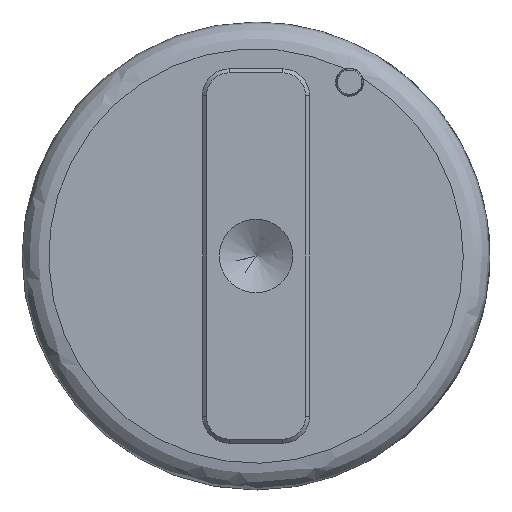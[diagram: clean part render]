
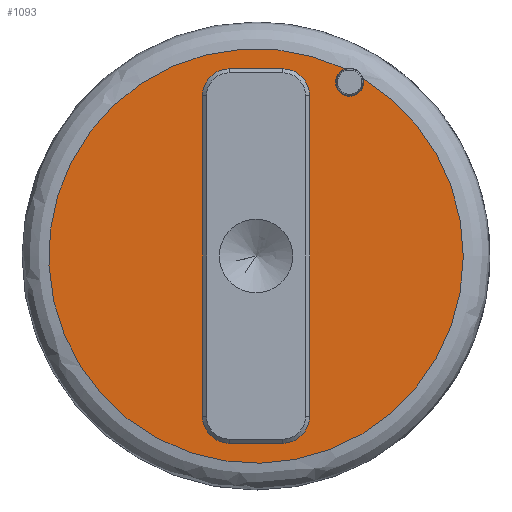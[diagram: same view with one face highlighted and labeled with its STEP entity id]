
A CAD part, left-side view. The second image highlights one B-rep face of the part: STEP entity #1093.
In plain terms, the highlighted free-form (B-spline) face has degree [1, 1] with [2, 2] control points.
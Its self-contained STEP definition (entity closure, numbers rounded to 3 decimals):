
#474=CARTESIAN_POINT('',(-12.,4.,3.0));
#475=VERTEX_POINT('',#474);
#482=CARTESIAN_POINT('',(-14.,2.,3.0));
#483=VERTEX_POINT('',#482);
#484=CARTESIAN_POINT('',(-12.,2.,3.0));
#485=DIRECTION('',(0.0,0.0,1.0));
#486=DIRECTION('',(-0.707,0.707,0.0));
#487=AXIS2_PLACEMENT_3D('',#484,#485,#486);
#488=CIRCLE('',#487,2.0);
#489=EDGE_CURVE('',#483,#475,#488,.F.);
#507=CARTESIAN_POINT('',(-14.,-2.,3.0));
#508=VERTEX_POINT('',#507);
#509=CARTESIAN_POINT('',(-14.,2.,3.0));
#510=DIRECTION('',(0.0,-1.0,0.0));
#511=VECTOR('',#510,4.);
#512=LINE('',#509,#511);
#513=EDGE_CURVE('',#483,#508,#512,.T.);
#552=CARTESIAN_POINT('',(-12.,-4.,3.0));
#553=VERTEX_POINT('',#552);
#554=CARTESIAN_POINT('',(-12.,-2.,3.0));
#555=DIRECTION('',(0.0,0.0,1.));
#556=DIRECTION('',(-0.707,-0.707,0.0));
#557=AXIS2_PLACEMENT_3D('',#554,#555,#556);
#558=CIRCLE('',#557,2.0);
#559=EDGE_CURVE('',#553,#508,#558,.F.);
#577=CARTESIAN_POINT('',(12.,-4.0,3.0));
#578=VERTEX_POINT('',#577);
#579=CARTESIAN_POINT('',(-12.,-4.,3.0));
#580=DIRECTION('',(1.0,0.0,0.0));
#581=VECTOR('',#580,24.);
#582=LINE('',#579,#581);
#583=EDGE_CURVE('',#553,#578,#582,.T.);
#649=CARTESIAN_POINT('',(14.,-2.0,3.0));
#650=VERTEX_POINT('',#649);
#651=CARTESIAN_POINT('',(12.,-2.0,3.0));
#652=DIRECTION('',(0.0,0.0,1.0));
#653=DIRECTION('',(0.707,-0.707,0.0));
#654=AXIS2_PLACEMENT_3D('',#651,#652,#653);
#655=CIRCLE('',#654,2.0);
#656=EDGE_CURVE('',#650,#578,#655,.F.);
#674=CARTESIAN_POINT('',(14.,2.0,3.0));
#675=VERTEX_POINT('',#674);
#676=CARTESIAN_POINT('',(14.,-2.0,3.0));
#677=DIRECTION('',(0.0,1.0,0.0));
#678=VECTOR('',#677,4.0);
#679=LINE('',#676,#678);
#680=EDGE_CURVE('',#650,#675,#679,.T.);
#719=CARTESIAN_POINT('',(12.,4.0,3.0));
#720=VERTEX_POINT('',#719);
#721=CARTESIAN_POINT('',(12.,2.,3.0));
#722=DIRECTION('',(0.0,0.0,1.));
#723=DIRECTION('',(0.707,0.707,0.0));
#724=AXIS2_PLACEMENT_3D('',#721,#722,#723);
#725=CIRCLE('',#724,2.0);
#726=EDGE_CURVE('',#720,#675,#725,.F.);
#744=CARTESIAN_POINT('',(12.,4.,3.0));
#745=DIRECTION('',(-1.0,0.0,0.0));
#746=VECTOR('',#745,24.);
#747=LINE('',#744,#746);
#748=EDGE_CURVE('',#720,#475,#747,.T.);
#856=CARTESIAN_POINT('',(13.266,-8.016,3.0));
#857=VERTEX_POINT('',#856);
#858=CARTESIAN_POINT('',(13.995,-6.663,3.0));
#859=VERTEX_POINT('',#858);
#877=CARTESIAN_POINT('',(0.0,0.0,3.0));
#878=DIRECTION('',(0.0,0.0,1.0));
#879=DIRECTION('',(-1.0,0.0,0.0));
#880=AXIS2_PLACEMENT_3D('',#877,#878,#879);
#881=CIRCLE('',#880,15.5);
#882=EDGE_CURVE('',#859,#857,#881,.T.);
#915=CARTESIAN_POINT('',(13.0,-7.,3.0));
#916=DIRECTION('',(0.0,0.0,-1.0));
#917=DIRECTION('',(1.0,0.0,0.0));
#918=AXIS2_PLACEMENT_3D('',#915,#916,#917);
#919=CIRCLE('',#918,1.05);
#920=EDGE_CURVE('',#857,#859,#919,.T.);
#1074=CARTESIAN_POINT('',(-15.5,15.5,3.0));
#1075=CARTESIAN_POINT('',(15.5,15.5,3.0));
#1076=CARTESIAN_POINT('',(-15.5,-15.5,3.0));
#1077=CARTESIAN_POINT('',(15.5,-15.5,3.0));
#1078=B_SPLINE_SURFACE_WITH_KNOTS('',1,1,((#1074,#1076),(#1075,#1077)),.UNSPECIFIED.,.F.,.F.,.U.,(2,2),(2,2),(0.0,31.0),(0.0,31.0),.UNSPECIFIED.);
#1079=ORIENTED_EDGE('',*,*,#882,.T.);
#1080=ORIENTED_EDGE('',*,*,#920,.T.);
#1081=EDGE_LOOP('',(#1079,#1080));
#1082=FACE_OUTER_BOUND('',#1081,.T.);
#1083=ORIENTED_EDGE('',*,*,#680,.F.);
#1084=ORIENTED_EDGE('',*,*,#656,.T.);
#1085=ORIENTED_EDGE('',*,*,#583,.F.);
#1086=ORIENTED_EDGE('',*,*,#559,.T.);
#1087=ORIENTED_EDGE('',*,*,#513,.F.);
#1088=ORIENTED_EDGE('',*,*,#489,.T.);
#1089=ORIENTED_EDGE('',*,*,#748,.F.);
#1090=ORIENTED_EDGE('',*,*,#726,.T.);
#1091=EDGE_LOOP('',(#1083,#1084,#1085,#1086,#1087,#1088,#1089,#1090));
#1092=FACE_BOUND('',#1091,.T.);
#1093=ADVANCED_FACE('',(#1082,#1092),#1078,.F.);
